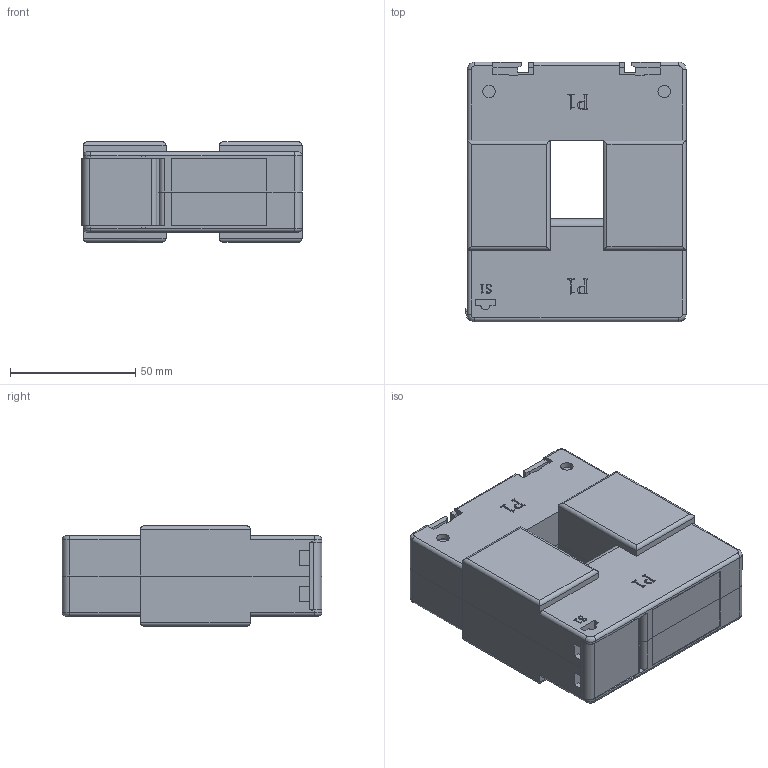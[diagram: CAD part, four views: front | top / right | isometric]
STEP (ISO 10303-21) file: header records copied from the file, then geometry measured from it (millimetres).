
FILE_DESCRIPTION(/* description */ ('STEP AP214'),/* implementation_level */ '2;1');
FILE_NAME(/* name */ 'AcuCT 0812 (SCTK731B58)_customer version.step',/* time_stamp */ '2025-06-06T16:21:23-04:00',/* author */ (''),/* organization */ (''),/* preprocessor_version */ 'ST-DEVELOPER v20.1',/* originating_system */ 'Autodesk Translation Framework v14.10.0.0',/* authorisation */ '');
FILE_SCHEMA (('AUTOMOTIVE_DESIGN { 1 0 10303 214 3 1 1 }'));
Length unit declared in the file: millimetre
Products named in the file (10): AcuCT-0812; AcuCT-0812(2)^AcuCT-0812; 731A-23____2_____^AcuCT-0812(2)_AcuCT-0812; 731A-23____2_____-0^AcuCT-0812(2)_AcuCT-0812; 731A-23____1_____^AcuCT-0812(2)_AcuCT-0812; 731A-23____1_____-1^AcuCT-0812(2)_AcuCT-0812; AcuCT-3136G.STEP; AcuCT-3136(2)^AcuCT-3136.STEP; ^AcuCT-3136(2)_AcuCT-3136.STEP; 复件 (5) .STEP
Assembly tree (9 placements, depth 5):
  AcuCT-0812
    AcuCT-0812(2)^AcuCT-0812
      731A-23____2_____^AcuCT-0812(2)_AcuCT-0812
      731A-23____2_____-0^AcuCT-0812(2)_AcuCT-0812
      731A-23____1_____^AcuCT-0812(2)_AcuCT-0812
      731A-23____1_____-1^AcuCT-0812(2)_AcuCT-0812
    AcuCT-3136G.STEP
      AcuCT-3136(2)^AcuCT-3136.STEP
        ^AcuCT-3136(2)_AcuCT-3136.STEP
          复件 (5) .STEP
Bounding box: 87.7 x 103.5 x 40 mm (x, y, z)
Volume: 278997.3 mm3; surface area: 66968.2 mm2
Topology: 5 solids, 5 shells, 826 faces, 2235 edges, 1476 vertices
Faces by surface type: plane 609, bspline 121, cylinder 96
Full cylindrical faces by diameter (mm): 1.5 x6, 4.1 x2, 5 x8, 6 x2
Entity records: 31620 total; most frequent: CARTESIAN_POINT 11163, ORIENTED_EDGE 4470, DIRECTION 3656, EDGE_CURVE 2235, LINE 1818, VECTOR 1818, VERTEX_POINT 1476, AXIS2_PLACEMENT_3D 919
